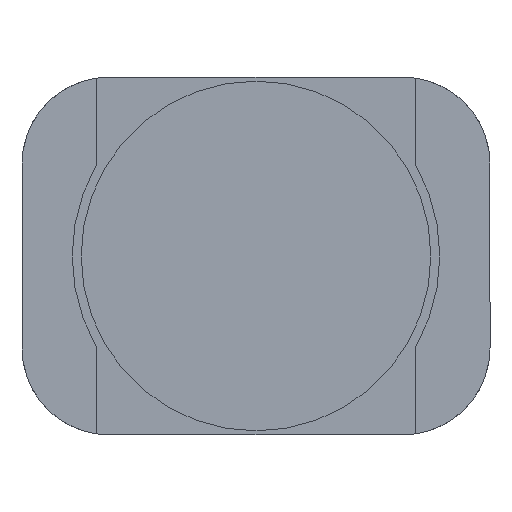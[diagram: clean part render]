
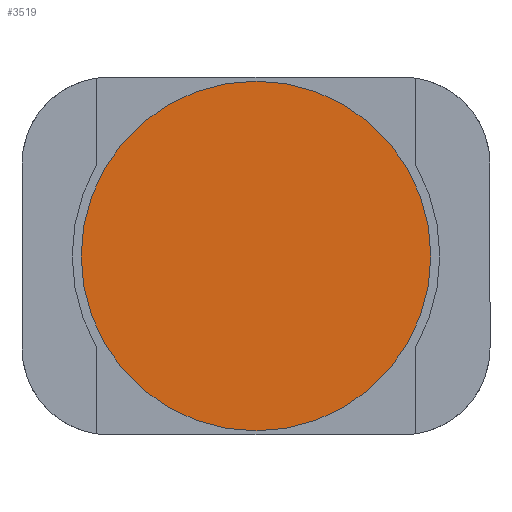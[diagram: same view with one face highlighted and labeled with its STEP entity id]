
A CAD part, front view. The second image highlights one B-rep face of the part: STEP entity #3519.
In plain terms, the highlighted planar face has unit normal (0, -1, 0).
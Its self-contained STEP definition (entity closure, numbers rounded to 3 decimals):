
#82 = DIRECTION ( 'NONE',  ( 0., 0., -1. ) ) ;
#151 = EDGE_CURVE ( 'NONE', #1830, #1681, #455, .T. ) ;
#158 = CARTESIAN_POINT ( 'NONE',  ( 0., 0.11, 0. ) ) ;
#246 = DIRECTION ( 'NONE',  ( 0., 0., 1. ) ) ;
#435 = EDGE_LOOP ( 'NONE', ( #485, #539 ) ) ;
#455 = CIRCLE ( 'NONE', #2137, 2.055 ) ;
#485 = ORIENTED_EDGE ( 'NONE', *, *, #1844, .F. ) ;
#539 = ORIENTED_EDGE ( 'NONE', *, *, #151, .F. ) ;
#598 = CARTESIAN_POINT ( 'NONE',  ( 0., 0.11, 0. ) ) ;
#683 = CARTESIAN_POINT ( 'NONE',  ( 0., 0.11, 2.055 ) ) ;
#1570 = AXIS2_PLACEMENT_3D ( 'NONE', #598, #2039, #82 ) ;
#1681 = VERTEX_POINT ( 'NONE', #683 ) ;
#1740 = PLANE ( 'NONE',  #1570 ) ;
#1830 = VERTEX_POINT ( 'NONE', #2774 ) ;
#1844 = EDGE_CURVE ( 'NONE', #1681, #1830, #2294, .T. ) ;
#1944 = CARTESIAN_POINT ( 'NONE',  ( 0., 0.11, 0. ) ) ;
#2039 = DIRECTION ( 'NONE',  ( 0., -1., 0. ) ) ;
#2137 = AXIS2_PLACEMENT_3D ( 'NONE', #158, #3220, #2652 ) ;
#2294 = CIRCLE ( 'NONE', #3145, 2.055 ) ;
#2652 = DIRECTION ( 'NONE',  ( 0., 0., 1. ) ) ;
#2747 = DIRECTION ( 'NONE',  ( 0., 1., 0. ) ) ;
#2774 = CARTESIAN_POINT ( 'NONE',  ( 0., 0.11, -2.055 ) ) ;
#2839 = FACE_OUTER_BOUND ( 'NONE', #435, .T. ) ;
#3145 = AXIS2_PLACEMENT_3D ( 'NONE', #1944, #2747, #246 ) ;
#3220 = DIRECTION ( 'NONE',  ( 0., 1., 0. ) ) ;
#3519 = ADVANCED_FACE ( 'NONE', ( #2839 ), #1740, .T. ) ;
